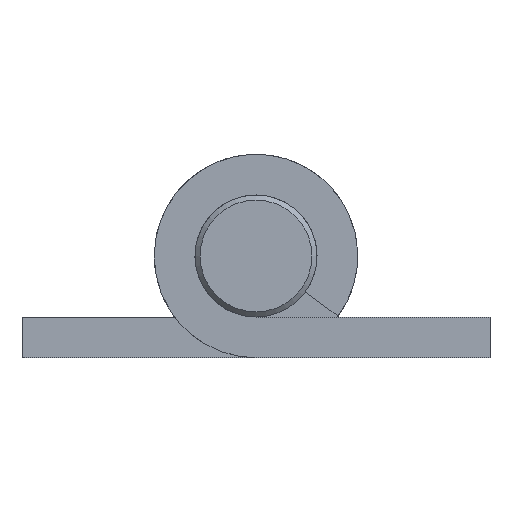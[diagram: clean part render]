
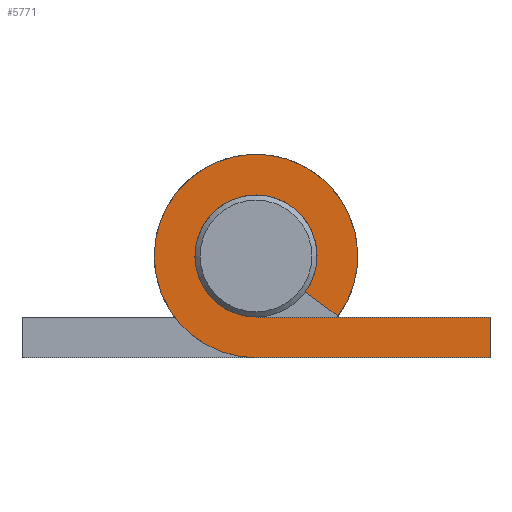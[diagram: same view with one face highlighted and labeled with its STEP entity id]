
A CAD part, front view. The second image highlights one B-rep face of the part: STEP entity #5771.
In plain terms, the highlighted face is planar.
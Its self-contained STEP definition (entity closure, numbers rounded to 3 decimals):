
#159 = ORIENTED_EDGE ( 'NONE', *, *, #599, .T. ) ;
#178 = DIRECTION ( 'NONE',  ( 0., 0., 1. ) ) ;
#376 = CARTESIAN_POINT ( 'NONE',  ( -8.074, 29., -5.9 ) ) ;
#408 = VECTOR ( 'NONE', #6272, 1000. ) ;
#511 = FACE_OUTER_BOUND ( 'NONE', #2171, .T. ) ;
#599 = EDGE_CURVE ( 'NONE', #10457, #6486, #4975, .T. ) ;
#731 = DIRECTION ( 'NONE',  ( 0., 0., 1. ) ) ;
#852 = ORIENTED_EDGE ( 'NONE', *, *, #2118, .T. ) ;
#1461 = LINE ( 'NONE', #9339, #8697 ) ;
#1834 = CARTESIAN_POINT ( 'NONE',  ( 0., 29., 0. ) ) ;
#1887 = VECTOR ( 'NONE', #5469, 1000. ) ;
#2017 = EDGE_CURVE ( 'NONE', #4578, #6716, #10454, .T. ) ;
#2024 = CARTESIAN_POINT ( 'NONE',  ( 0., 29., 0. ) ) ;
#2046 = CARTESIAN_POINT ( 'NONE',  ( -23., 29., -10. ) ) ;
#2118 = EDGE_CURVE ( 'NONE', #7341, #9256, #3217, .T. ) ;
#2171 = EDGE_LOOP ( 'NONE', ( #852, #9556, #8116, #9724, #159, #4889 ) ) ;
#2419 = AXIS2_PLACEMENT_3D ( 'NONE', #2024, #2855, #6199 ) ;
#2855 = DIRECTION ( 'NONE',  ( 0., -1., 0. ) ) ;
#2965 = LINE ( 'NONE', #376, #1887 ) ;
#3217 = CIRCLE ( 'NONE', #2419, 6. ) ;
#3392 = EDGE_CURVE ( 'NONE', #6716, #10457, #6566, .T. ) ;
#3744 = EDGE_CURVE ( 'NONE', #9256, #4578, #2965, .T. ) ;
#4576 = VECTOR ( 'NONE', #8986, 1000. ) ;
#4578 = VERTEX_POINT ( 'NONE', #8049 ) ;
#4889 = ORIENTED_EDGE ( 'NONE', *, *, #9646, .T. ) ;
#4975 = LINE ( 'NONE', #7159, #408 ) ;
#5469 = DIRECTION ( 'NONE',  ( -0.807, 0., -0.59 ) ) ;
#5476 = CARTESIAN_POINT ( 'NONE',  ( 0., 29., -10. ) ) ;
#5771 = ADVANCED_FACE ( 'NONE', ( #511 ), #10063, .T. ) ;
#5789 = CARTESIAN_POINT ( 'NONE',  ( 0., 29., 0. ) ) ;
#5966 = CARTESIAN_POINT ( 'NONE',  ( -23., 29., -6. ) ) ;
#6199 = DIRECTION ( 'NONE',  ( 0., 0., 1. ) ) ;
#6272 = DIRECTION ( 'NONE',  ( 0., 0., 1. ) ) ;
#6486 = VERTEX_POINT ( 'NONE', #5966 ) ;
#6566 = LINE ( 'NONE', #2046, #4576 ) ;
#6635 = CARTESIAN_POINT ( 'NONE',  ( 0., 29., -6. ) ) ;
#6716 = VERTEX_POINT ( 'NONE', #5476 ) ;
#6729 = CARTESIAN_POINT ( 'NONE',  ( -4.844, 29., -3.54 ) ) ;
#7016 = DIRECTION ( 'NONE',  ( 0., 1., 0. ) ) ;
#7159 = CARTESIAN_POINT ( 'NONE',  ( -23., 29., -10. ) ) ;
#7341 = VERTEX_POINT ( 'NONE', #6635 ) ;
#7660 = DIRECTION ( 'NONE',  ( 1., 0., 0. ) ) ;
#8049 = CARTESIAN_POINT ( 'NONE',  ( -8.074, 29., -5.9 ) ) ;
#8116 = ORIENTED_EDGE ( 'NONE', *, *, #2017, .T. ) ;
#8697 = VECTOR ( 'NONE', #7660, 1000. ) ;
#8734 = AXIS2_PLACEMENT_3D ( 'NONE', #1834, #7016, #178 ) ;
#8986 = DIRECTION ( 'NONE',  ( -1., 0., 0. ) ) ;
#9166 = AXIS2_PLACEMENT_3D ( 'NONE', #5789, #10907, #731 ) ;
#9256 = VERTEX_POINT ( 'NONE', #6729 ) ;
#9339 = CARTESIAN_POINT ( 'NONE',  ( 0., 29., -6. ) ) ;
#9556 = ORIENTED_EDGE ( 'NONE', *, *, #3744, .T. ) ;
#9646 = EDGE_CURVE ( 'NONE', #6486, #7341, #1461, .T. ) ;
#9724 = ORIENTED_EDGE ( 'NONE', *, *, #3392, .T. ) ;
#10063 = PLANE ( 'NONE',  #9166 ) ;
#10454 = CIRCLE ( 'NONE', #8734, 10. ) ;
#10457 = VERTEX_POINT ( 'NONE', #10559 ) ;
#10559 = CARTESIAN_POINT ( 'NONE',  ( -23., 29., -10. ) ) ;
#10907 = DIRECTION ( 'NONE',  ( 0., 1., 0. ) ) ;
